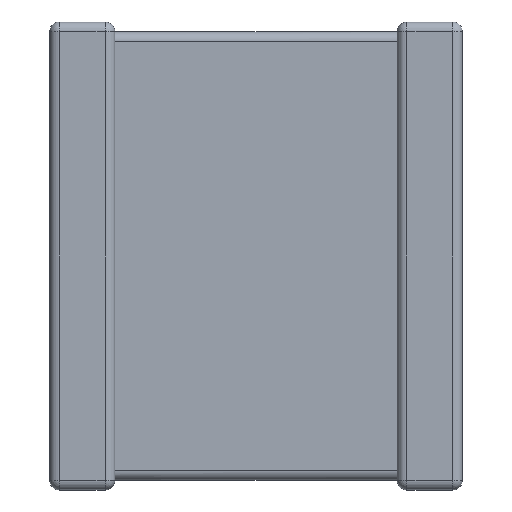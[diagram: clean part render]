
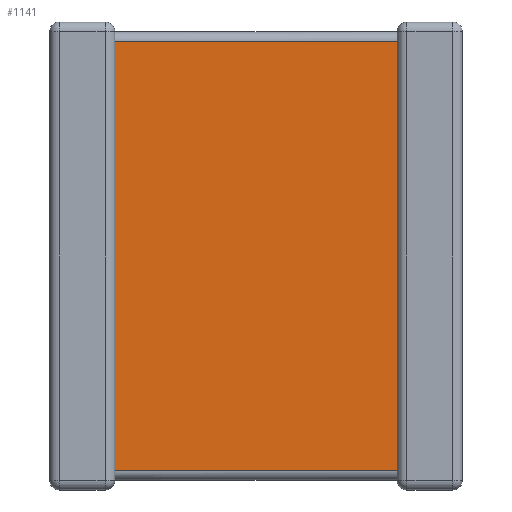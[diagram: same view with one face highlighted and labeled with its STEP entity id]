
A CAD part, front view. The second image highlights one B-rep face of the part: STEP entity #1141.
In plain terms, the highlighted planar face has unit normal (0, -1, 0).
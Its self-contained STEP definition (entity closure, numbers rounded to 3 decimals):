
#156 = VERTEX_POINT ( 'NONE', #3128 ) ;
#458 = LINE ( 'NONE', #2070, #2314 ) ;
#497 = DIRECTION ( 'NONE',  ( 1., 0., 0. ) ) ;
#509 = DIRECTION ( 'NONE',  ( -1., 0., 0. ) ) ;
#604 = CARTESIAN_POINT ( 'NONE',  ( 0.95, 0.141, -0.283 ) ) ;
#607 = ORIENTED_EDGE ( 'NONE', *, *, #1433, .T. ) ;
#698 = CARTESIAN_POINT ( 'NONE',  ( 0.95, 0.141, -6.8 ) ) ;
#750 = CARTESIAN_POINT ( 'NONE',  ( 0.95, 0.141, -6.8 ) ) ;
#849 = VECTOR ( 'NONE', #509, 1000. ) ;
#880 = ORIENTED_EDGE ( 'NONE', *, *, #2481, .T. ) ;
#1022 = DIRECTION ( 'NONE',  ( 0., 0., 1. ) ) ;
#1141 = ADVANCED_FACE ( 'NONE', ( #3248 ), #4297, .T. ) ;
#1236 = CARTESIAN_POINT ( 'NONE',  ( 5.05, 0.141, -0.283 ) ) ;
#1433 = EDGE_CURVE ( 'NONE', #1463, #3250, #1821, .T. ) ;
#1463 = VERTEX_POINT ( 'NONE', #1236 ) ;
#1580 = VERTEX_POINT ( 'NONE', #3024 ) ;
#1788 = LINE ( 'NONE', #3175, #1848 ) ;
#1821 = LINE ( 'NONE', #2240, #849 ) ;
#1848 = VECTOR ( 'NONE', #1022, 1000. ) ;
#1885 = ORIENTED_EDGE ( 'NONE', *, *, #4363, .T. ) ;
#2070 = CARTESIAN_POINT ( 'NONE',  ( 5.05, 0.141, -6.517 ) ) ;
#2125 = DIRECTION ( 'NONE',  ( 0., -1., 0. ) ) ;
#2240 = CARTESIAN_POINT ( 'NONE',  ( 0.95, 0.141, -0.283 ) ) ;
#2314 = VECTOR ( 'NONE', #497, 1000. ) ;
#2350 = EDGE_CURVE ( 'NONE', #156, #3250, #4222, .T. ) ;
#2436 = EDGE_LOOP ( 'NONE', ( #2943, #880, #1885, #607 ) ) ;
#2481 = EDGE_CURVE ( 'NONE', #156, #1580, #458, .T. ) ;
#2848 = DIRECTION ( 'NONE',  ( 0., 0., -1. ) ) ;
#2885 = AXIS2_PLACEMENT_3D ( 'NONE', #698, #2125, #2848 ) ;
#2943 = ORIENTED_EDGE ( 'NONE', *, *, #2350, .F. ) ;
#3024 = CARTESIAN_POINT ( 'NONE',  ( 5.05, 0.141, -6.517 ) ) ;
#3128 = CARTESIAN_POINT ( 'NONE',  ( 0.95, 0.141, -6.517 ) ) ;
#3175 = CARTESIAN_POINT ( 'NONE',  ( 5.05, 0.141, -6.8 ) ) ;
#3248 = FACE_OUTER_BOUND ( 'NONE', #2436, .T. ) ;
#3250 = VERTEX_POINT ( 'NONE', #604 ) ;
#3275 = VECTOR ( 'NONE', #4026, 1000. ) ;
#4026 = DIRECTION ( 'NONE',  ( 0., 0., 1. ) ) ;
#4222 = LINE ( 'NONE', #750, #3275 ) ;
#4297 = PLANE ( 'NONE',  #2885 ) ;
#4363 = EDGE_CURVE ( 'NONE', #1580, #1463, #1788, .T. ) ;
